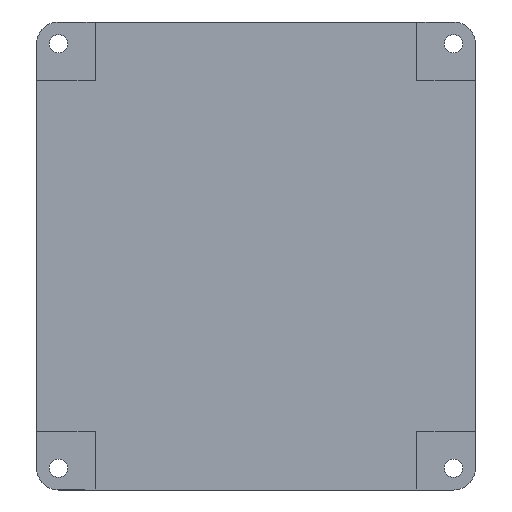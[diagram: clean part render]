
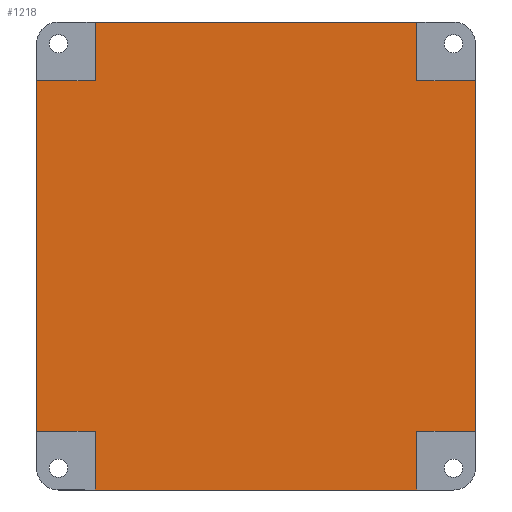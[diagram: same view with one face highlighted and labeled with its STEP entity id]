
A CAD part, front view. The second image highlights one B-rep face of the part: STEP entity #1218.
In plain terms, the highlighted planar face has unit normal (0, -1, 0).
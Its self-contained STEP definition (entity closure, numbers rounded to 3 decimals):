
#1 = VECTOR ( 'NONE', #2195, 1000. ) ;
#130 = EDGE_CURVE ( 'NONE', #1681, #2444, #2550, .T. ) ;
#260 = EDGE_LOOP ( 'NONE', ( #1903, #1032, #2558, #1082, #2422, #1762, #440, #2335, #2397, #2153, #582, #2387 ) ) ;
#263 = DIRECTION ( 'NONE',  ( 0., 0., -1. ) ) ;
#314 = LINE ( 'NONE', #1643, #1500 ) ;
#321 = VECTOR ( 'NONE', #828, 1000. ) ;
#437 = LINE ( 'NONE', #1211, #704 ) ;
#440 = ORIENTED_EDGE ( 'NONE', *, *, #2138, .F. ) ;
#485 = AXIS2_PLACEMENT_3D ( 'NONE', #2161, #879, #2662 ) ;
#498 = DIRECTION ( 'NONE',  ( 0., 0., 1. ) ) ;
#582 = ORIENTED_EDGE ( 'NONE', *, *, #1672, .F. ) ;
#614 = VERTEX_POINT ( 'NONE', #3131 ) ;
#646 = EDGE_CURVE ( 'NONE', #1285, #2266, #2647, .T. ) ;
#653 = CARTESIAN_POINT ( 'NONE',  ( -21.987, 0., -23.987 ) ) ;
#704 = VECTOR ( 'NONE', #2976, 1000. ) ;
#801 = VECTOR ( 'NONE', #263, 1000. ) ;
#811 = DIRECTION ( 'NONE',  ( -1., 0., 0. ) ) ;
#828 = DIRECTION ( 'NONE',  ( -1., 0., 0. ) ) ;
#876 = VERTEX_POINT ( 'NONE', #1609 ) ;
#879 = DIRECTION ( 'NONE',  ( 0., 1., 0. ) ) ;
#910 = EDGE_CURVE ( 'NONE', #614, #1285, #314, .T. ) ;
#919 = VECTOR ( 'NONE', #938, 1000. ) ;
#938 = DIRECTION ( 'NONE',  ( 1., 0., 0. ) ) ;
#1032 = ORIENTED_EDGE ( 'NONE', *, *, #1916, .F. ) ;
#1040 = CARTESIAN_POINT ( 'NONE',  ( 21.987, 0., 31.987 ) ) ;
#1048 = CARTESIAN_POINT ( 'NONE',  ( 21.987, 0., 23.987 ) ) ;
#1063 = CARTESIAN_POINT ( 'NONE',  ( -21.987, 0., -31.987 ) ) ;
#1082 = ORIENTED_EDGE ( 'NONE', *, *, #2778, .F. ) ;
#1097 = CARTESIAN_POINT ( 'NONE',  ( 21.987, 0., -31.987 ) ) ;
#1117 = CARTESIAN_POINT ( 'NONE',  ( 21.987, 0., -23.987 ) ) ;
#1137 = VECTOR ( 'NONE', #2661, 1000. ) ;
#1163 = CARTESIAN_POINT ( 'NONE',  ( 29.987, 0., -23.987 ) ) ;
#1204 = VERTEX_POINT ( 'NONE', #1063 ) ;
#1211 = CARTESIAN_POINT ( 'NONE',  ( 21.987, 0., -23.987 ) ) ;
#1218 = ADVANCED_FACE ( 'NONE', ( #3143 ), #1938, .F. ) ;
#1285 = VERTEX_POINT ( 'NONE', #1163 ) ;
#1286 = DIRECTION ( 'NONE',  ( 1., 0., 0. ) ) ;
#1296 = CARTESIAN_POINT ( 'NONE',  ( -29.987, 0., 23.987 ) ) ;
#1305 = CARTESIAN_POINT ( 'NONE',  ( 21.987, 0., 23.987 ) ) ;
#1351 = CARTESIAN_POINT ( 'NONE',  ( -21.987, 0., 23.987 ) ) ;
#1373 = CARTESIAN_POINT ( 'NONE',  ( -21.987, 0., -31.987 ) ) ;
#1491 = VERTEX_POINT ( 'NONE', #1786 ) ;
#1500 = VECTOR ( 'NONE', #1593, 1000. ) ;
#1531 = VERTEX_POINT ( 'NONE', #1296 ) ;
#1593 = DIRECTION ( 'NONE',  ( 0., 0., -1. ) ) ;
#1609 = CARTESIAN_POINT ( 'NONE',  ( -21.987, 0., 31.987 ) ) ;
#1643 = CARTESIAN_POINT ( 'NONE',  ( 29.987, 0., 29. ) ) ;
#1672 = EDGE_CURVE ( 'NONE', #1531, #2794, #2220, .T. ) ;
#1681 = VERTEX_POINT ( 'NONE', #3024 ) ;
#1684 = CARTESIAN_POINT ( 'NONE',  ( -21.987, 0., 23.987 ) ) ;
#1762 = ORIENTED_EDGE ( 'NONE', *, *, #910, .F. ) ;
#1786 = CARTESIAN_POINT ( 'NONE',  ( -29.987, 0., -23.987 ) ) ;
#1793 = LINE ( 'NONE', #1305, #2044 ) ;
#1795 = EDGE_CURVE ( 'NONE', #876, #1681, #2886, .T. ) ;
#1811 = DIRECTION ( 'NONE',  ( 1., 0., 0. ) ) ;
#1872 = EDGE_CURVE ( 'NONE', #2588, #1491, #2905, .T. ) ;
#1903 = ORIENTED_EDGE ( 'NONE', *, *, #1872, .F. ) ;
#1905 = LINE ( 'NONE', #1351, #1137 ) ;
#1916 = EDGE_CURVE ( 'NONE', #1204, #2588, #2703, .T. ) ;
#1938 = PLANE ( 'NONE',  #485 ) ;
#2037 = CARTESIAN_POINT ( 'NONE',  ( -21.987, 0., -23.987 ) ) ;
#2044 = VECTOR ( 'NONE', #1286, 1000. ) ;
#2067 = CARTESIAN_POINT ( 'NONE',  ( 27., 0., -31.987 ) ) ;
#2107 = CARTESIAN_POINT ( 'NONE',  ( 29.987, 0., -23.987 ) ) ;
#2118 = EDGE_CURVE ( 'NONE', #1491, #1531, #2580, .T. ) ;
#2138 = EDGE_CURVE ( 'NONE', #2444, #614, #1793, .T. ) ;
#2144 = DIRECTION ( 'NONE',  ( -1., 0., 0. ) ) ;
#2153 = ORIENTED_EDGE ( 'NONE', *, *, #2634, .F. ) ;
#2161 = CARTESIAN_POINT ( 'NONE',  ( -27., 0., 29. ) ) ;
#2195 = DIRECTION ( 'NONE',  ( 0., 0., 1. ) ) ;
#2204 = VECTOR ( 'NONE', #811, 1000. ) ;
#2220 = LINE ( 'NONE', #3239, #919 ) ;
#2266 = VERTEX_POINT ( 'NONE', #1117 ) ;
#2335 = ORIENTED_EDGE ( 'NONE', *, *, #130, .F. ) ;
#2387 = ORIENTED_EDGE ( 'NONE', *, *, #2118, .F. ) ;
#2397 = ORIENTED_EDGE ( 'NONE', *, *, #1795, .F. ) ;
#2422 = ORIENTED_EDGE ( 'NONE', *, *, #646, .F. ) ;
#2444 = VERTEX_POINT ( 'NONE', #1048 ) ;
#2468 = EDGE_CURVE ( 'NONE', #2672, #1204, #3063, .T. ) ;
#2550 = LINE ( 'NONE', #1040, #801 ) ;
#2558 = ORIENTED_EDGE ( 'NONE', *, *, #2468, .F. ) ;
#2580 = LINE ( 'NONE', #2819, #3163 ) ;
#2588 = VERTEX_POINT ( 'NONE', #2037 ) ;
#2601 = CARTESIAN_POINT ( 'NONE',  ( -27., 0., 31.987 ) ) ;
#2634 = EDGE_CURVE ( 'NONE', #2794, #876, #1905, .T. ) ;
#2647 = LINE ( 'NONE', #2107, #321 ) ;
#2661 = DIRECTION ( 'NONE',  ( 0., 0., 1. ) ) ;
#2662 = DIRECTION ( 'NONE',  ( 0., 0., 1. ) ) ;
#2672 = VERTEX_POINT ( 'NONE', #1097 ) ;
#2684 = VECTOR ( 'NONE', #2144, 1000. ) ;
#2703 = LINE ( 'NONE', #1373, #1 ) ;
#2778 = EDGE_CURVE ( 'NONE', #2266, #2672, #437, .T. ) ;
#2794 = VERTEX_POINT ( 'NONE', #1684 ) ;
#2819 = CARTESIAN_POINT ( 'NONE',  ( -29.987, 0., -29. ) ) ;
#2845 = VECTOR ( 'NONE', #1811, 1000. ) ;
#2886 = LINE ( 'NONE', #2601, #2845 ) ;
#2905 = LINE ( 'NONE', #653, #2684 ) ;
#2976 = DIRECTION ( 'NONE',  ( 0., 0., -1. ) ) ;
#3024 = CARTESIAN_POINT ( 'NONE',  ( 21.987, 0., 31.987 ) ) ;
#3063 = LINE ( 'NONE', #2067, #2204 ) ;
#3131 = CARTESIAN_POINT ( 'NONE',  ( 29.987, 0., 23.987 ) ) ;
#3143 = FACE_OUTER_BOUND ( 'NONE', #260, .T. ) ;
#3163 = VECTOR ( 'NONE', #498, 1000. ) ;
#3239 = CARTESIAN_POINT ( 'NONE',  ( -29.987, 0., 23.987 ) ) ;
